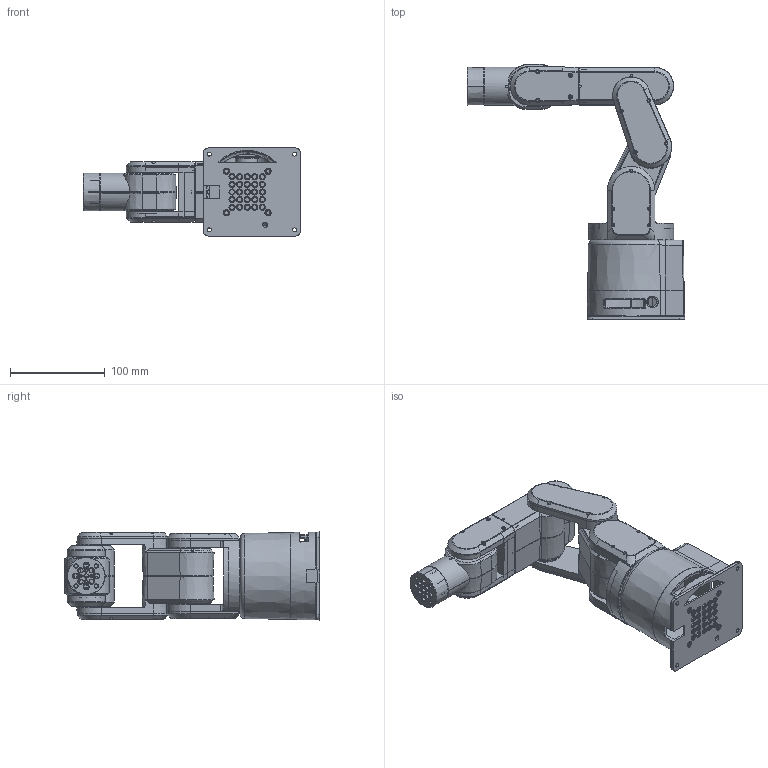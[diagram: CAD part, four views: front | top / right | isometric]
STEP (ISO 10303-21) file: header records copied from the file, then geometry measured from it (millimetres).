
FILE_DESCRIPTION((''),'2;1');
FILE_NAME('MECHARM_ASM','2022-03-21T16:53:03',('Admin'),(''),'CREO PARAMETRIC BY PTC INC, 2020281','CREO PARAMETRIC BY PTC INC, 2020281','');
FILE_SCHEMA(('AP242_MANAGED_MODEL_BASED_3D_ENGINEERING_MIM_LF { 1 0 10303 442 1 1 4 }'));
Length unit declared in the file: millimetre
Products named in the file (22): ADMI372C2KNL_1; ADMI372C2KNL_2; ADMI372C2KNL_4; ADMI372C2KNL_8; ADMI372C2KNL_16; ADMI372C2KNL_26; ADMI372C2KNL_43; ADMI372C2KNL_51; ADMI372C2KNL_58; ADMI372C2KNL_77; ADMI372C2KNL_83; ADMI372C2KNL_92; ADMI372C2KNL_131; ADMI372C2KNL_150; ADMI372C2KNL_162; ADMI372C2KNL_192; ADMI372C2KNL_195; ADMI372C2KNL_201; ADMI372C2KNL_218; 000_ASM; ATOM000_ASM; MECHARM_ASM
Assembly tree (21 placements, depth 2):
  MECHARM_ASM
    ADMI372C2KNL_1
    ADMI372C2KNL_2
    ADMI372C2KNL_4
    ADMI372C2KNL_8
    ADMI372C2KNL_16
    ADMI372C2KNL_26
    ADMI372C2KNL_43
    ADMI372C2KNL_51
    ADMI372C2KNL_58
    ADMI372C2KNL_77
    ADMI372C2KNL_83
    ADMI372C2KNL_92
    ADMI372C2KNL_131
    ADMI372C2KNL_150
    ADMI372C2KNL_162
    ADMI372C2KNL_192
    ADMI372C2KNL_195
    ADMI372C2KNL_201
    ADMI372C2KNL_218
    000_ASM
    ATOM000_ASM
Bounding box: 229.45 x 269.52 x 92.93 mm (x, y, z)
Volume: 303471 mm3; surface area: 333854 mm2
Topology: 23 solids, 23 shells, 2732 faces, 7827 edges, 5277 vertices
Faces by surface type: plane 1385, cylinder 957, cone 277, bspline 63, torus 38, extrusion 12
Entity records: 123401 total; most frequent: CARTESIAN_POINT 23019, ORIENTED_EDGE 15654, DIRECTION 15186, PRESENTATION_STYLE_ASSIGNMENT 8139, STYLED_ITEM 7852, CURVE_STYLE 7829, EDGE_CURVE 7827, AXIS2_PLACEMENT_3D 5511
